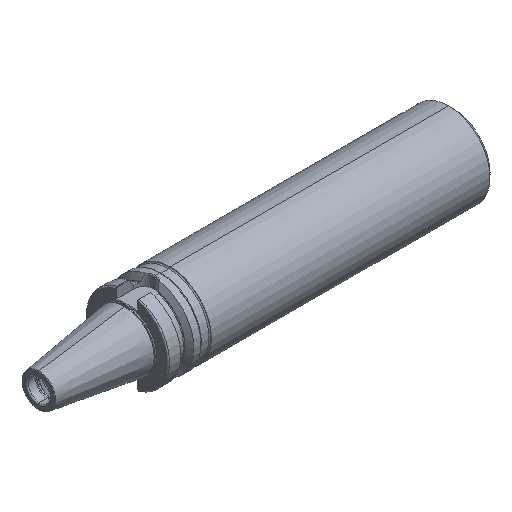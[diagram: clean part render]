
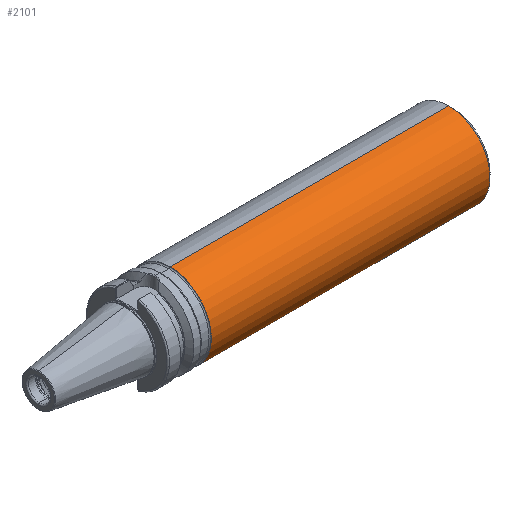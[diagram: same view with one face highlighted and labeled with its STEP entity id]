
A CAD part, isometric view. The second image highlights one B-rep face of the part: STEP entity #2101.
In plain terms, the highlighted cylindrical face has radius 31.5 mm (diameter 63 mm), a partial arc.
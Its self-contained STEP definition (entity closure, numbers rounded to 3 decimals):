
#21 = ORIENTED_EDGE ( 'NONE', *, *, #4788, .F. ) ;
#26 = ORIENTED_EDGE ( 'NONE', *, *, #5590, .T. ) ;
#27 = ORIENTED_EDGE ( 'NONE', *, *, #5591, .T. ) ;
#28 = ORIENTED_EDGE ( 'NONE', *, *, #4786, .T. ) ;
#82 = EDGE_LOOP ( 'NONE', ( #21, #27, #28, #26 ) ) ;
#410 = CARTESIAN_POINT ( 'NONE',  ( 245., 0., 0. ) ) ;
#411 = DIRECTION ( 'NONE',  ( -1., 0., 0. ) ) ;
#412 = DIRECTION ( 'NONE',  ( 0., 0., -1. ) ) ;
#413 = CARTESIAN_POINT ( 'NONE',  ( 32.85, 0., 0. ) ) ;
#414 = DIRECTION ( 'NONE',  ( 1., 0., 0. ) ) ;
#415 = DIRECTION ( 'NONE',  ( 0., 0., -1. ) ) ;
#1920 = AXIS2_PLACEMENT_3D ( 'NONE', #410, #411, #412 ) ;
#1922 = AXIS2_PLACEMENT_3D ( 'NONE', #413, #414, #415 ) ;
#2025 = VERTEX_POINT ( 'NONE', #4751 ) ;
#2026 = VERTEX_POINT ( 'NONE', #4752 ) ;
#2071 = VERTEX_POINT ( 'NONE', #4510 ) ;
#2101 = ADVANCED_FACE ( 'NONE', ( #2559 ), #2569, .T. ) ;
#2559 = FACE_OUTER_BOUND ( 'NONE', #82, .T. ) ;
#2568 = AXIS2_PLACEMENT_3D ( 'NONE', #4527, #4528, #4529 ) ;
#2569 = CYLINDRICAL_SURFACE ( 'NONE', #2568, 31.5 ) ;
#3535 = LINE ( 'NONE', #3536, #5143 ) ;
#3536 = CARTESIAN_POINT ( 'NONE',  ( 272.54, 0., -31.5 ) ) ;
#3537 = DIRECTION ( 'NONE',  ( 1., 0., 0. ) ) ;
#3541 = LINE ( 'NONE', #3542, #5625 ) ;
#3542 = CARTESIAN_POINT ( 'NONE',  ( 272.54, 0., 31.5 ) ) ;
#3543 = DIRECTION ( 'NONE',  ( 1., 0., 0. ) ) ;
#4510 = CARTESIAN_POINT ( 'NONE',  ( 245., 0., 31.5 ) ) ;
#4527 = CARTESIAN_POINT ( 'NONE',  ( 272.54, 0., 0. ) ) ;
#4528 = DIRECTION ( 'NONE',  ( 1., 0., 0. ) ) ;
#4529 = DIRECTION ( 'NONE',  ( 0., 0., -1. ) ) ;
#4751 = CARTESIAN_POINT ( 'NONE',  ( 32.85, 0., 31.5 ) ) ;
#4752 = CARTESIAN_POINT ( 'NONE',  ( 32.85, 0., -31.5 ) ) ;
#4786 = EDGE_CURVE ( 'NONE', #2026, #7198, #3535, .T. ) ;
#4788 = EDGE_CURVE ( 'NONE', #2025, #2071, #3541, .T. ) ;
#5143 = VECTOR ( 'NONE', #3537, 1000. ) ;
#5590 = EDGE_CURVE ( 'NONE', #7198, #2071, #7166, .T. ) ;
#5591 = EDGE_CURVE ( 'NONE', #2025, #2026, #7167, .T. ) ;
#5625 = VECTOR ( 'NONE', #3543, 1000. ) ;
#6933 = CARTESIAN_POINT ( 'NONE',  ( 245., 0., -31.5 ) ) ;
#7166 = CIRCLE ( 'NONE', #1920, 31.5 ) ;
#7167 = CIRCLE ( 'NONE', #1922, 31.5 ) ;
#7198 = VERTEX_POINT ( 'NONE', #6933 ) ;
